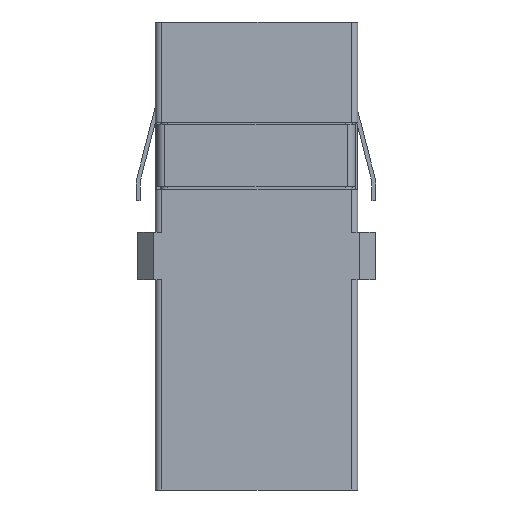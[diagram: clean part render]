
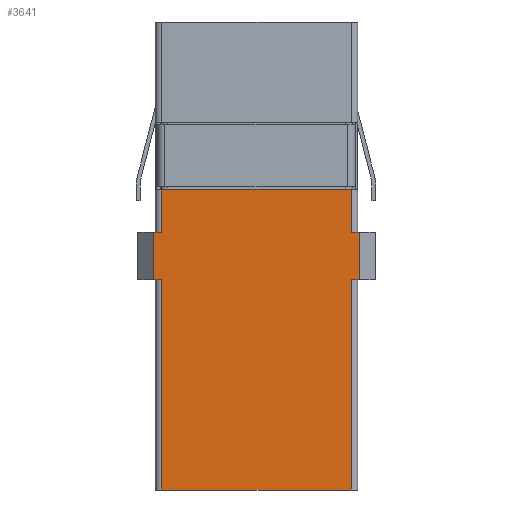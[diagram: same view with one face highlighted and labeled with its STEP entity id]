
A CAD part, front view. The second image highlights one B-rep face of the part: STEP entity #3641.
In plain terms, the highlighted planar face has unit normal (0, -1, 0).
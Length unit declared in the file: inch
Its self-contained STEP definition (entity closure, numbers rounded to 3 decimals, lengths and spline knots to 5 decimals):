
#42 = ORIENTED_EDGE ( 'NONE', *, *, #2559, .F. ) ;
#131 = LINE ( 'NONE', #9902, #3665 ) ;
#133 = CARTESIAN_POINT ( 'NONE',  ( -0.23425, -0.1811, -0.57756 ) ) ;
#176 = EDGE_CURVE ( 'NONE', #6368, #5637, #8842, .T. ) ;
#203 = ORIENTED_EDGE ( 'NONE', *, *, #7460, .T. ) ;
#247 = ORIENTED_EDGE ( 'NONE', *, *, #5188, .T. ) ;
#293 = DIRECTION ( 'NONE',  ( 1., 0., 0. ) ) ;
#336 = ORIENTED_EDGE ( 'NONE', *, *, #3788, .F. ) ;
#424 = ORIENTED_EDGE ( 'NONE', *, *, #1233, .F. ) ;
#564 = VERTEX_POINT ( 'NONE', #2052 ) ;
#696 = VECTOR ( 'NONE', #10127, 39.37008 ) ;
#750 = ORIENTED_EDGE ( 'NONE', *, *, #7336, .T. ) ;
#801 = LINE ( 'NONE', #5517, #6018 ) ;
#947 = ORIENTED_EDGE ( 'NONE', *, *, #1490, .T. ) ;
#1224 = CARTESIAN_POINT ( 'NONE',  ( -0.29331, -0.1811, 0.05906 ) ) ;
#1233 = EDGE_CURVE ( 'NONE', #564, #8161, #6723, .T. ) ;
#1490 = EDGE_CURVE ( 'NONE', #7103, #8066, #5804, .T. ) ;
#1565 = CARTESIAN_POINT ( 'NONE',  ( 0.25, -0.1811, 0.57756 ) ) ;
#1605 = DIRECTION ( 'NONE',  ( 0., 0., 1. ) ) ;
#1763 = VECTOR ( 'NONE', #3610, 39.37008 ) ;
#2052 = CARTESIAN_POINT ( 'NONE',  ( 0.23425, -0.1811, 0.05906 ) ) ;
#2412 = DIRECTION ( 'NONE',  ( 0., 0., -1. ) ) ;
#2461 = ORIENTED_EDGE ( 'NONE', *, *, #6493, .T. ) ;
#2485 = CARTESIAN_POINT ( 'NONE',  ( 0.25394, -0.1811, 0.05906 ) ) ;
#2559 = EDGE_CURVE ( 'NONE', #9043, #8578, #8303, .T. ) ;
#2839 = VECTOR ( 'NONE', #9090, 39.37008 ) ;
#3087 = EDGE_CURVE ( 'NONE', #3210, #7103, #3110, .T. ) ;
#3110 = LINE ( 'NONE', #7044, #7113 ) ;
#3210 = VERTEX_POINT ( 'NONE', #9062 ) ;
#3310 = CARTESIAN_POINT ( 'NONE',  ( 0.23425, -0.1811, 0.57756 ) ) ;
#3610 = DIRECTION ( 'NONE',  ( 1., 0., 0. ) ) ;
#3641 = ADVANCED_FACE ( 'NONE', ( #7968 ), #5485, .F. ) ;
#3665 = VECTOR ( 'NONE', #293, 39.37008 ) ;
#3788 = EDGE_CURVE ( 'NONE', #3210, #5637, #9807, .T. ) ;
#4006 = DIRECTION ( 'NONE',  ( 0., 0., 1. ) ) ;
#4317 = CARTESIAN_POINT ( 'NONE',  ( 0.25, -0.1811, -0.57756 ) ) ;
#4399 = EDGE_LOOP ( 'NONE', ( #6328, #5753, #247, #8752, #336, #7292, #947, #750, #424, #203, #42, #2461 ) ) ;
#5019 = LINE ( 'NONE', #7546, #5477 ) ;
#5183 = CARTESIAN_POINT ( 'NONE',  ( -0.29331, -0.1811, -0.05906 ) ) ;
#5188 = EDGE_CURVE ( 'NONE', #5249, #6368, #6877, .T. ) ;
#5227 = CARTESIAN_POINT ( 'NONE',  ( -0.25394, -0.1811, 0.05906 ) ) ;
#5249 = VERTEX_POINT ( 'NONE', #6198 ) ;
#5477 = VECTOR ( 'NONE', #6763, 39.37008 ) ;
#5485 = PLANE ( 'NONE',  #8965 ) ;
#5517 = CARTESIAN_POINT ( 'NONE',  ( 0.25394, -0.1811, 0.57756 ) ) ;
#5591 = CARTESIAN_POINT ( 'NONE',  ( -0.23425, -0.1811, -0.05906 ) ) ;
#5637 = VERTEX_POINT ( 'NONE', #133 ) ;
#5753 = ORIENTED_EDGE ( 'NONE', *, *, #10160, .T. ) ;
#5769 = LINE ( 'NONE', #3310, #7005 ) ;
#5783 = CARTESIAN_POINT ( 'NONE',  ( 0.23425, -0.1811, -0.05906 ) ) ;
#5804 = LINE ( 'NONE', #5183, #2839 ) ;
#5808 = CARTESIAN_POINT ( 'NONE',  ( 0.23622, -0.1811, 0.16535 ) ) ;
#6018 = VECTOR ( 'NONE', #9437, 39.37008 ) ;
#6111 = DIRECTION ( 'NONE',  ( 0., 0., -1. ) ) ;
#6198 = CARTESIAN_POINT ( 'NONE',  ( -0.25394, -0.1811, -0.05906 ) ) ;
#6211 = VERTEX_POINT ( 'NONE', #7067 ) ;
#6263 = LINE ( 'NONE', #9268, #10388 ) ;
#6328 = ORIENTED_EDGE ( 'NONE', *, *, #7419, .F. ) ;
#6368 = VERTEX_POINT ( 'NONE', #5591 ) ;
#6420 = CARTESIAN_POINT ( 'NONE',  ( -0.23425, -0.1811, -0.57756 ) ) ;
#6493 = EDGE_CURVE ( 'NONE', #9043, #6211, #5019, .T. ) ;
#6619 = DIRECTION ( 'NONE',  ( 0., 0., 1. ) ) ;
#6723 = LINE ( 'NONE', #1224, #9407 ) ;
#6763 = DIRECTION ( 'NONE',  ( 0., 0., -1. ) ) ;
#6799 = VERTEX_POINT ( 'NONE', #5227 ) ;
#6877 = LINE ( 'NONE', #7731, #696 ) ;
#7005 = VECTOR ( 'NONE', #6619, 39.37008 ) ;
#7044 = CARTESIAN_POINT ( 'NONE',  ( 0.23425, -0.1811, 0.57756 ) ) ;
#7067 = CARTESIAN_POINT ( 'NONE',  ( -0.23425, -0.1811, 0.05906 ) ) ;
#7103 = VERTEX_POINT ( 'NONE', #5783 ) ;
#7113 = VECTOR ( 'NONE', #1605, 39.37008 ) ;
#7292 = ORIENTED_EDGE ( 'NONE', *, *, #3087, .T. ) ;
#7336 = EDGE_CURVE ( 'NONE', #8066, #8161, #801, .T. ) ;
#7419 = EDGE_CURVE ( 'NONE', #6799, #6211, #131, .T. ) ;
#7460 = EDGE_CURVE ( 'NONE', #564, #8578, #5769, .T. ) ;
#7546 = CARTESIAN_POINT ( 'NONE',  ( -0.23425, -0.1811, 0.05906 ) ) ;
#7731 = CARTESIAN_POINT ( 'NONE',  ( -0.29331, -0.1811, -0.05906 ) ) ;
#7968 = FACE_OUTER_BOUND ( 'NONE', #4399, .T. ) ;
#8066 = VERTEX_POINT ( 'NONE', #10351 ) ;
#8072 = VECTOR ( 'NONE', #2412, 39.37008 ) ;
#8161 = VERTEX_POINT ( 'NONE', #2485 ) ;
#8303 = LINE ( 'NONE', #5808, #1763 ) ;
#8578 = VERTEX_POINT ( 'NONE', #9793 ) ;
#8719 = DIRECTION ( 'NONE',  ( 0., 1., 0. ) ) ;
#8752 = ORIENTED_EDGE ( 'NONE', *, *, #176, .T. ) ;
#8842 = LINE ( 'NONE', #6420, #8072 ) ;
#8965 = AXIS2_PLACEMENT_3D ( 'NONE', #1565, #8719, #4006 ) ;
#9043 = VERTEX_POINT ( 'NONE', #9614 ) ;
#9062 = CARTESIAN_POINT ( 'NONE',  ( 0.23425, -0.1811, -0.57756 ) ) ;
#9090 = DIRECTION ( 'NONE',  ( 1., 0., 0. ) ) ;
#9178 = DIRECTION ( 'NONE',  ( -1., 0., 0. ) ) ;
#9268 = CARTESIAN_POINT ( 'NONE',  ( -0.25394, -0.1811, 0.57756 ) ) ;
#9407 = VECTOR ( 'NONE', #10015, 39.37008 ) ;
#9437 = DIRECTION ( 'NONE',  ( 0., 0., 1. ) ) ;
#9614 = CARTESIAN_POINT ( 'NONE',  ( -0.23425, -0.1811, 0.16535 ) ) ;
#9793 = CARTESIAN_POINT ( 'NONE',  ( 0.23425, -0.1811, 0.16535 ) ) ;
#9807 = LINE ( 'NONE', #4317, #10265 ) ;
#9902 = CARTESIAN_POINT ( 'NONE',  ( -0.29331, -0.1811, 0.05906 ) ) ;
#10015 = DIRECTION ( 'NONE',  ( 1., 0., 0. ) ) ;
#10127 = DIRECTION ( 'NONE',  ( 1., 0., 0. ) ) ;
#10160 = EDGE_CURVE ( 'NONE', #6799, #5249, #6263, .T. ) ;
#10265 = VECTOR ( 'NONE', #9178, 39.37008 ) ;
#10351 = CARTESIAN_POINT ( 'NONE',  ( 0.25394, -0.1811, -0.05906 ) ) ;
#10388 = VECTOR ( 'NONE', #6111, 39.37008 ) ;
